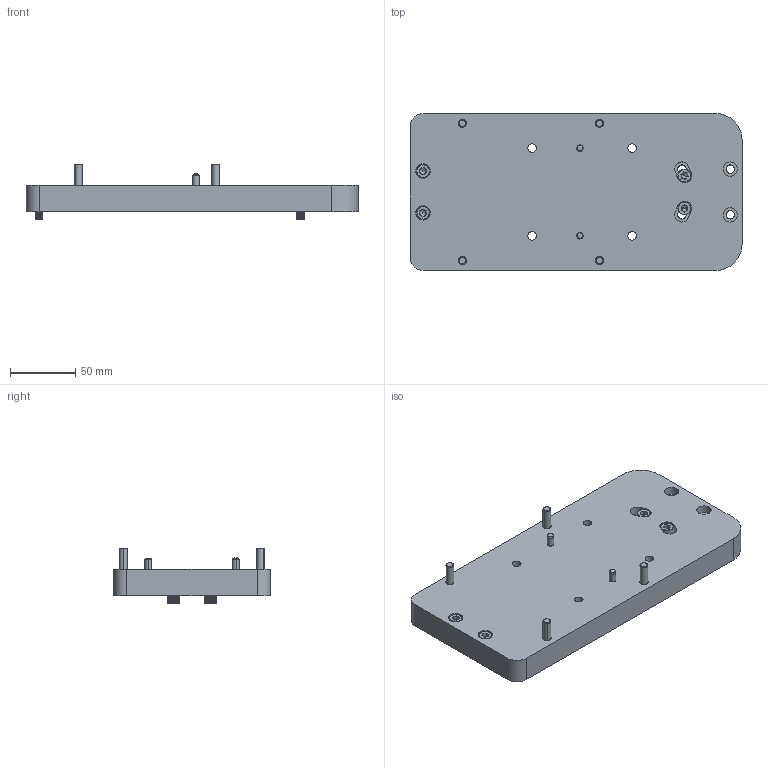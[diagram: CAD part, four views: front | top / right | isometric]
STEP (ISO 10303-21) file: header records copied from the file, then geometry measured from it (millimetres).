
FILE_DESCRIPTION (( 'STEP AP214' ), '1' );
FILE_NAME ('0186-0494_172809_F01-PR01-84x80.STEP', '2017-09-28T13:27:36', ( 'mittelholzer' ), ( 'Microsoft' ), 'SwSTEP 2.0', 'SolidWorks 2017', '' );
FILE_SCHEMA (( 'AUTOMOTIVE_DESIGN' ));
Length unit declared in the file: millimetre
Products named in the file (5): socket head cap screw_iso_ISO 4762 M6 x 30 --- 30C; 0186-0494_172809_F01-PR01-84x80; BN_858_1306693_parallel_pin_5h6x20_2_14; 0180-0745_F01k-MA-PR01-84; socket head cap screw_iso_ISO 4762 M6 x 20 --- 20S
Assembly tree (11 placements, depth 2):
  0186-0494_172809_F01-PR01-84x80
    0180-0745_F01k-MA-PR01-84
    socket head cap screw_iso_ISO 4762 M6 x 20 --- 20S  x4
    BN_858_1306693_parallel_pin_5h6x20_2_14  x2
    socket head cap screw_iso_ISO 4762 M6 x 30 --- 30C  x4
Bounding box: 254 x 120 x 42.8 mm (x, y, z)
Volume: 470645.9 mm3; surface area: 93291.8 mm2
Topology: 11 solids, 11 shells, 731 faces, 1816 edges, 1120 vertices
Faces by surface type: cone 308, cylinder 236, plane 151, torus 32, bspline 4
Entity records: 8122 total; most frequent: DIRECTION 1528, CARTESIAN_POINT 1341, ORIENTED_EDGE 1272, EDGE_CURVE 636, AXIS2_PLACEMENT_3D 623, VERTEX_POINT 404, CIRCLE 354, EDGE_LOOP 302
